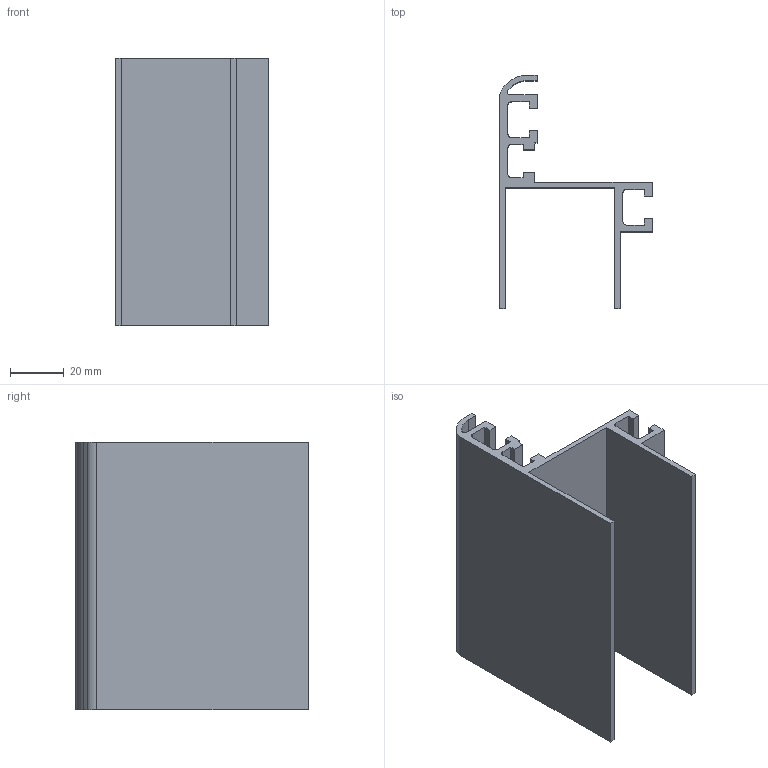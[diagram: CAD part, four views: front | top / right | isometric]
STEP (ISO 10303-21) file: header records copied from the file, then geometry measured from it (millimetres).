
FILE_DESCRIPTION(/* description */ ('PROF.ALL. 57X87 3C PER INSONORIZZANTE'),/* implementation_level */ '2;1');
FILE_NAME(/* name */ 'BPRDD0000579.stp',/* time_stamp */ '2018-02-27T15:33:08+01:00',/* author */ ('fzagni'),/* organization */ (''),/* preprocessor_version */ 'ST-DEVELOPER v16.1',/* originating_system */ 'Autodesk Inventor 2016',/* authorisation */ '');
FILE_SCHEMA (('AUTOMOTIVE_DESIGN { 1 0 10303 214 3 1 1 }'));
Length unit declared in the file: millimetre
Products named in the file (1): BPRDD0000579
Bounding box: 57 x 87 x 100 mm (x, y, z)
Volume: 59805.5 mm3; surface area: 49673.6 mm2
Topology: 1 solids, 1 shells, 55 faces, 159 edges, 106 vertices
Faces by surface type: plane 45, cylinder 10
Entity records: 1817 total; most frequent: CARTESIAN_POINT 321, ORIENTED_EDGE 318, DIRECTION 291, EDGE_CURVE 159, LINE 139, VECTOR 139, VERTEX_POINT 106, AXIS2_PLACEMENT_3D 76
